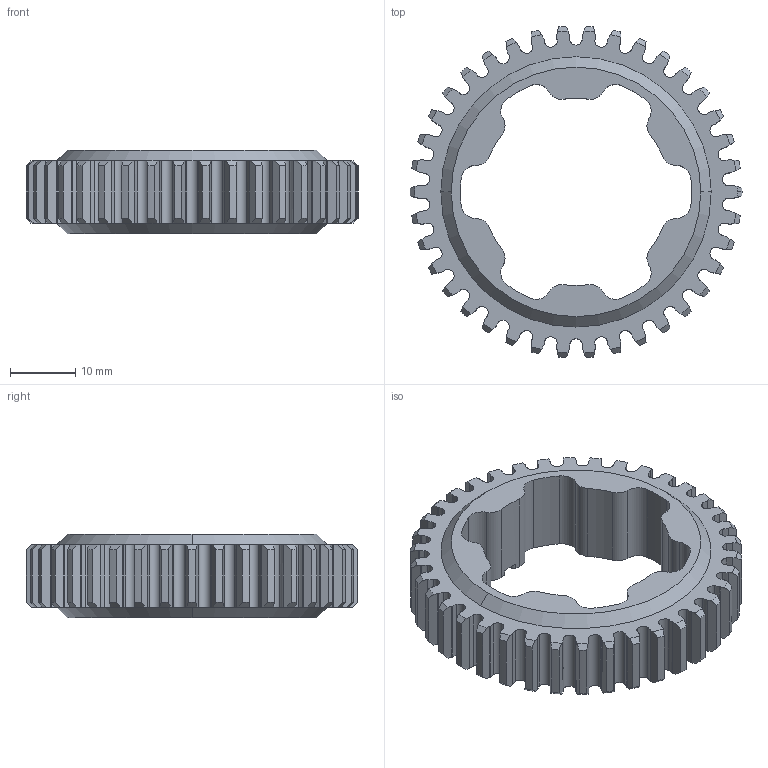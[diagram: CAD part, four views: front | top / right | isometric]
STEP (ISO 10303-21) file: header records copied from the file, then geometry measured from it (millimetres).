
FILE_DESCRIPTION (( 'STEP AP203' ), '1' );
FILE_NAME ('REV-21-3013.STEP', '2024-12-10T20:36:15', ( '' ), ( '' ), 'SwSTEP 2.0', 'SolidWorks 2022', '' );
FILE_SCHEMA (( 'CONFIG_CONTROL_DESIGN' ));
Length unit declared in the file: inch
Products named in the file (1): REV-21-3013
Bounding box: 50.7 x 50.61 x 12.7 mm (x, y, z)
Volume: 10737.9 mm3; surface area: 6544 mm2
Topology: 1 solids, 1 shells, 451 faces, 1342 edges, 894 vertices
Faces by surface type: bspline 152, cylinder 134, plane 83, cone 82
Entity records: 18131 total; most frequent: CARTESIAN_POINT 6950, ORIENTED_EDGE 2684, DIRECTION 1842, EDGE_CURVE 1342, VERTEX_POINT 894, AXIS2_PLACEMENT_3D 658, LINE 526, VECTOR 526
